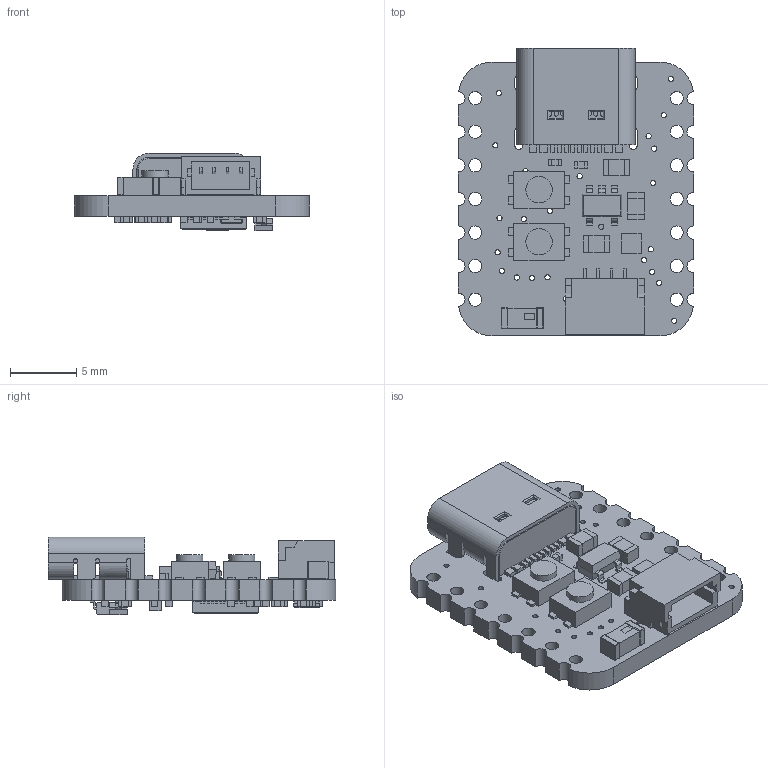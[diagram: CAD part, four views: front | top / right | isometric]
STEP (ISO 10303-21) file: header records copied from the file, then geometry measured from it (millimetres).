
FILE_DESCRIPTION(/* description */ (''),/* implementation_level */ '2;1');
FILE_NAME(/* name */ 'Adafruit QT Py ESP32-C3 v2.step',/* time_stamp */ '2022-05-19T09:16:57-04:00',/* author */ (''),/* organization */ (''),/* preprocessor_version */ 'ST-DEVELOPER v18.1',/* originating_system */ 'Autodesk Translation Framework v10.14.0.1471',/* authorisation */ '');
FILE_SCHEMA (('AUTOMOTIVE_DESIGN { 1 0 10303 214 3 1 1 }'));
Length unit declared in the file: millimetre
Products named in the file (17): Adafruit QT Py ESP32-C3; PCB Component; Board; 22uF; reset; USB TYPE C; 1k; STEMMA_I2C_QTSKINNY; AP2112K-3.3; WS2812B_SK6805_1515;   NSR0320; 0 ohm; 40MHz; 2.4GHz; BOOT0; ESP32-C3FH4; 10K
Assembly tree (37 placements, depth 3):
  Adafruit QT Py ESP32-C3
    PCB Component
      Board
      22uF  x3
      reset
      USB TYPE C
      1k  x18
      STEMMA_I2C_QTSKINNY
      AP2112K-3.3
      WS2812B_SK6805_1515
        NSR0320  x2
      0 ohm  x2
      40MHz
      2.4GHz
      BOOT0
      ESP32-C3FH4
      10K
Bounding box: 17.78 x 21.75 x 5.89 mm (x, y, z)
Volume: 773.3 mm3; surface area: 1950.4 mm2
Topology: 113 solids, 113 shells, 1703 faces, 4190 edges, 2718 vertices
Faces by surface type: plane 1376, cylinder 287, sphere 22, torus 10, cone 6, bspline 2
Full cylindrical faces by diameter (mm): 0.394 x36, 0.5 x2, 0.65 x2, 1 x14, 2 x2
Entity records: 40985 total; most frequent: CARTESIAN_POINT 6985, ORIENTED_EDGE 6696, DIRECTION 6646, EDGE_CURVE 3348, LINE 2756, VECTOR 2756, VERTEX_POINT 2174, AXIS2_PLACEMENT_3D 1945
